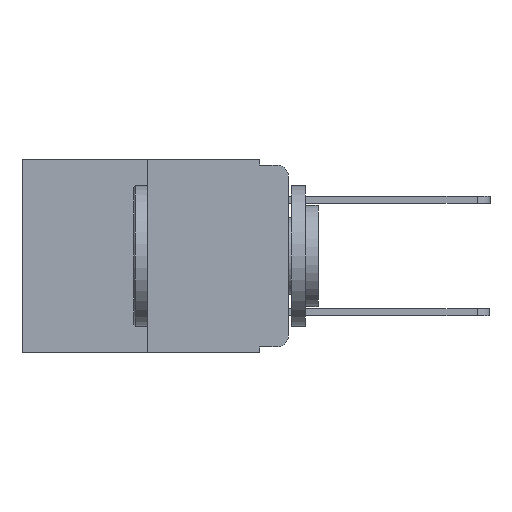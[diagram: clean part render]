
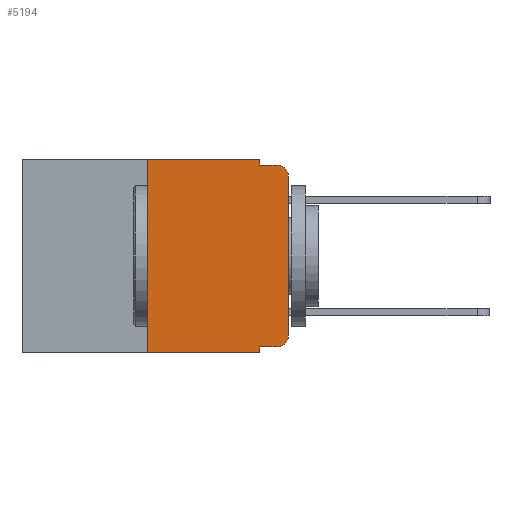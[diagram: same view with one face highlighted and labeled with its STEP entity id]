
A CAD part, left-side view. The second image highlights one B-rep face of the part: STEP entity #5194.
In plain terms, the highlighted planar face has unit normal (-1, 0, 0).
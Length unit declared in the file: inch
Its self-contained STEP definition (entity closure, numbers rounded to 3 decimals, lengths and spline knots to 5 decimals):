
#4 = VERTEX_POINT ( 'NONE', #12473 ) ;
#326 = CARTESIAN_POINT ( 'NONE',  ( 0., 0.473, -0.343 ) ) ;
#1078 = CARTESIAN_POINT ( 'NONE',  ( 0., 0.051, 0. ) ) ;
#1260 = EDGE_CURVE ( 'NONE', #9425, #4, #3072, .T. ) ;
#1607 = CARTESIAN_POINT ( 'NONE',  ( 0., 0.25, -0.343 ) ) ;
#3072 = LINE ( 'NONE', #5946, #16214 ) ;
#3133 = CARTESIAN_POINT ( 'NONE',  ( 0., 0.051, -0.333 ) ) ;
#3462 = CARTESIAN_POINT ( 'NONE',  ( 0., 0.25, 0. ) ) ;
#3730 = LINE ( 'NONE', #14296, #11787 ) ;
#3851 = DIRECTION ( 'NONE',  ( 0., 0., -1. ) ) ;
#4513 = CARTESIAN_POINT ( 'NONE',  ( 0., 0., -0.313 ) ) ;
#4623 = EDGE_CURVE ( 'NONE', #4, #5797, #4837, .T. ) ;
#4837 = CIRCLE ( 'NONE', #5839, 0.02 ) ;
#4886 = VERTEX_POINT ( 'NONE', #1078 ) ;
#5036 = EDGE_CURVE ( 'NONE', #20133, #15197, #9691, .T. ) ;
#5150 = EDGE_CURVE ( 'NONE', #9941, #4886, #19307, .T. ) ;
#5194 = ADVANCED_FACE ( 'NONE', ( #14951 ), #18802, .F. ) ;
#5797 = VERTEX_POINT ( 'NONE', #4513 ) ;
#5839 = AXIS2_PLACEMENT_3D ( 'NONE', #13519, #13498, #19639 ) ;
#5946 = CARTESIAN_POINT ( 'NONE',  ( 0., 0.051, -0.333 ) ) ;
#6177 = CARTESIAN_POINT ( 'NONE',  ( 0., 0.051, 0. ) ) ;
#6270 = VECTOR ( 'NONE', #8395, 39.37008 ) ;
#6589 = ORIENTED_EDGE ( 'NONE', *, *, #5036, .T. ) ;
#6722 = ORIENTED_EDGE ( 'NONE', *, *, #19856, .T. ) ;
#7030 = ORIENTED_EDGE ( 'NONE', *, *, #9437, .F. ) ;
#7327 = ORIENTED_EDGE ( 'NONE', *, *, #5150, .F. ) ;
#7379 = ORIENTED_EDGE ( 'NONE', *, *, #12514, .F. ) ;
#7687 = CARTESIAN_POINT ( 'NONE',  ( 0., 0., -0.03 ) ) ;
#8184 = ORIENTED_EDGE ( 'NONE', *, *, #14984, .T. ) ;
#8221 = ORIENTED_EDGE ( 'NONE', *, *, #17579, .F. ) ;
#8288 = AXIS2_PLACEMENT_3D ( 'NONE', #14114, #14141, #3851 ) ;
#8388 = ORIENTED_EDGE ( 'NONE', *, *, #19495, .F. ) ;
#8395 = DIRECTION ( 'NONE',  ( 0., 0., 1. ) ) ;
#9365 = CARTESIAN_POINT ( 'NONE',  ( 0., 0.02, -0.01 ) ) ;
#9380 = DIRECTION ( 'NONE',  ( 0., 0., -1. ) ) ;
#9425 = VERTEX_POINT ( 'NONE', #3133 ) ;
#9437 = EDGE_CURVE ( 'NONE', #13025, #15197, #3730, .T. ) ;
#9540 = DIRECTION ( 'NONE',  ( -1., 0., 0. ) ) ;
#9691 = CIRCLE ( 'NONE', #11852, 0.02 ) ;
#9707 = DIRECTION ( 'NONE',  ( 0., -1., 0. ) ) ;
#9852 = ORIENTED_EDGE ( 'NONE', *, *, #1260, .T. ) ;
#9941 = VERTEX_POINT ( 'NONE', #14133 ) ;
#11063 = LINE ( 'NONE', #3462, #6270 ) ;
#11787 = VECTOR ( 'NONE', #15839, 39.37008 ) ;
#11852 = AXIS2_PLACEMENT_3D ( 'NONE', #15093, #9540, #19675 ) ;
#11900 = VERTEX_POINT ( 'NONE', #1607 ) ;
#11949 = CARTESIAN_POINT ( 'NONE',  ( 0., 0.051, 0. ) ) ;
#12126 = VECTOR ( 'NONE', #9380, 39.37008 ) ;
#12473 = CARTESIAN_POINT ( 'NONE',  ( 0., 0.02, -0.333 ) ) ;
#12514 = EDGE_CURVE ( 'NONE', #4886, #13025, #16730, .T. ) ;
#13025 = VERTEX_POINT ( 'NONE', #16085 ) ;
#13041 = VERTEX_POINT ( 'NONE', #17604 ) ;
#13338 = CARTESIAN_POINT ( 'NONE',  ( 0., 0., 0. ) ) ;
#13348 = DIRECTION ( 'NONE',  ( 0., -1., 0. ) ) ;
#13498 = DIRECTION ( 'NONE',  ( -1., 0., 0. ) ) ;
#13519 = CARTESIAN_POINT ( 'NONE',  ( 0., 0.02, -0.313 ) ) ;
#13907 = ORIENTED_EDGE ( 'NONE', *, *, #4623, .T. ) ;
#14028 = VECTOR ( 'NONE', #19217, 39.37008 ) ;
#14114 = CARTESIAN_POINT ( 'NONE',  ( 0., 0.473, 0. ) ) ;
#14133 = CARTESIAN_POINT ( 'NONE',  ( 0., 0.25, 0. ) ) ;
#14141 = DIRECTION ( 'NONE',  ( 1., 0., 0. ) ) ;
#14296 = CARTESIAN_POINT ( 'NONE',  ( 0., 0.051, -0.01 ) ) ;
#14522 = LINE ( 'NONE', #13338, #14028 ) ;
#14951 = FACE_OUTER_BOUND ( 'NONE', #17975, .T. ) ;
#14984 = EDGE_CURVE ( 'NONE', #11900, #13041, #15921, .T. ) ;
#15093 = CARTESIAN_POINT ( 'NONE',  ( 0., 0.02, -0.03 ) ) ;
#15197 = VERTEX_POINT ( 'NONE', #9365 ) ;
#15412 = VECTOR ( 'NONE', #17025, 39.37008 ) ;
#15839 = DIRECTION ( 'NONE',  ( 0., -1., 0. ) ) ;
#15921 = LINE ( 'NONE', #326, #19305 ) ;
#16085 = CARTESIAN_POINT ( 'NONE',  ( 0., 0.051, -0.01 ) ) ;
#16214 = VECTOR ( 'NONE', #9707, 39.37008 ) ;
#16665 = LINE ( 'NONE', #6177, #12126 ) ;
#16730 = LINE ( 'NONE', #11949, #20082 ) ;
#17008 = CARTESIAN_POINT ( 'NONE',  ( 0., 0.473, 0. ) ) ;
#17025 = DIRECTION ( 'NONE',  ( 0., -1., 0. ) ) ;
#17579 = EDGE_CURVE ( 'NONE', #11900, #9941, #11063, .T. ) ;
#17604 = CARTESIAN_POINT ( 'NONE',  ( 0., 0.051, -0.343 ) ) ;
#17975 = EDGE_LOOP ( 'NONE', ( #6722, #6589, #7030, #7379, #7327, #8221, #8184, #8388, #9852, #13907 ) ) ;
#17984 = DIRECTION ( 'NONE',  ( 0., 0., -1. ) ) ;
#18802 = PLANE ( 'NONE',  #8288 ) ;
#19217 = DIRECTION ( 'NONE',  ( 0., 0., 1. ) ) ;
#19305 = VECTOR ( 'NONE', #13348, 39.37008 ) ;
#19307 = LINE ( 'NONE', #17008, #15412 ) ;
#19495 = EDGE_CURVE ( 'NONE', #9425, #13041, #16665, .T. ) ;
#19639 = DIRECTION ( 'NONE',  ( 0., 0., -1. ) ) ;
#19675 = DIRECTION ( 'NONE',  ( 0., 0., -1. ) ) ;
#19856 = EDGE_CURVE ( 'NONE', #5797, #20133, #14522, .T. ) ;
#20082 = VECTOR ( 'NONE', #17984, 39.37008 ) ;
#20133 = VERTEX_POINT ( 'NONE', #7687 ) ;
